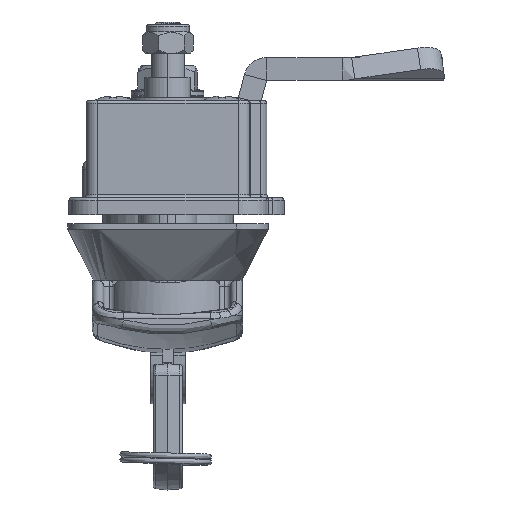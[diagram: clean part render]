
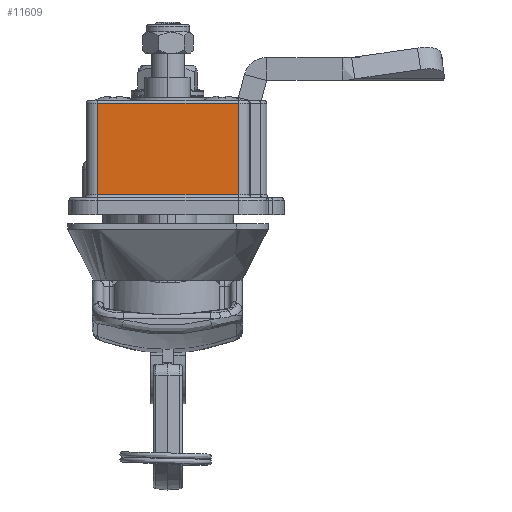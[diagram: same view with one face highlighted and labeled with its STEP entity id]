
A CAD part, left-side view. The second image highlights one B-rep face of the part: STEP entity #11609.
In plain terms, the highlighted planar face has unit normal (-1, 0, 0).
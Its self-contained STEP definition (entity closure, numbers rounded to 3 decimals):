
#2303 = EDGE_CURVE ( 'NONE', #48790, #21983, #40968, .T. ) ;
#2379 = CARTESIAN_POINT ( 'NONE',  ( -76.8, -35.7, 5. ) ) ;
#2592 = FACE_OUTER_BOUND ( 'NONE', #41208, .T. ) ;
#3082 = CARTESIAN_POINT ( 'NONE',  ( -76.8, -35.7, 21.5 ) ) ;
#5683 = VECTOR ( 'NONE', #6149, 1000. ) ;
#5779 = VECTOR ( 'NONE', #33875, 1000. ) ;
#6149 = DIRECTION ( 'NONE',  ( 0., 1., 0. ) ) ;
#6269 = CARTESIAN_POINT ( 'NONE',  ( -76.8, -62.3, 21. ) ) ;
#7598 = VERTEX_POINT ( 'NONE', #6269 ) ;
#8623 = CARTESIAN_POINT ( 'NONE',  ( -76.8, -64.5, 21. ) ) ;
#10583 = PLANE ( 'NONE',  #22739 ) ;
#11282 = ORIENTED_EDGE ( 'NONE', *, *, #47580, .F. ) ;
#11609 = ADVANCED_FACE ( 'NONE', ( #2592 ), #10583, .F. ) ;
#12869 = DIRECTION ( 'NONE',  ( 0., -1., 0. ) ) ;
#13060 = VECTOR ( 'NONE', #29098, 1000. ) ;
#13082 = LINE ( 'NONE', #17578, #13060 ) ;
#14010 = CARTESIAN_POINT ( 'NONE',  ( -76.8, -37.7, 5. ) ) ;
#14113 = DIRECTION ( 'NONE',  ( 0., 0., 1. ) ) ;
#14303 = ORIENTED_EDGE ( 'NONE', *, *, #2303, .F. ) ;
#17578 = CARTESIAN_POINT ( 'NONE',  ( -76.8, -62.3, 21.5 ) ) ;
#17728 = EDGE_CURVE ( 'NONE', #21983, #26580, #38367, .T. ) ;
#18597 = CARTESIAN_POINT ( 'NONE',  ( -76.8, -37.7, 21.5 ) ) ;
#19678 = LINE ( 'NONE', #8623, #41893 ) ;
#21983 = VERTEX_POINT ( 'NONE', #14010 ) ;
#22125 = ORIENTED_EDGE ( 'NONE', *, *, #17728, .F. ) ;
#22739 = AXIS2_PLACEMENT_3D ( 'NONE', #3082, #37651, #14113 ) ;
#26480 = CARTESIAN_POINT ( 'NONE',  ( -76.8, -62.3, 5. ) ) ;
#26580 = VERTEX_POINT ( 'NONE', #38137 ) ;
#29098 = DIRECTION ( 'NONE',  ( 0., 0., -1. ) ) ;
#33875 = DIRECTION ( 'NONE',  ( 0., 0., 1. ) ) ;
#37651 = DIRECTION ( 'NONE',  ( 1., 0., 0. ) ) ;
#38137 = CARTESIAN_POINT ( 'NONE',  ( -76.8, -37.7, 21. ) ) ;
#38367 = LINE ( 'NONE', #18597, #5779 ) ;
#40968 = LINE ( 'NONE', #2379, #5683 ) ;
#41208 = EDGE_LOOP ( 'NONE', ( #14303, #41437, #11282, #22125 ) ) ;
#41437 = ORIENTED_EDGE ( 'NONE', *, *, #43874, .F. ) ;
#41893 = VECTOR ( 'NONE', #12869, 1000. ) ;
#43874 = EDGE_CURVE ( 'NONE', #7598, #48790, #13082, .T. ) ;
#47580 = EDGE_CURVE ( 'NONE', #26580, #7598, #19678, .T. ) ;
#48790 = VERTEX_POINT ( 'NONE', #26480 ) ;
